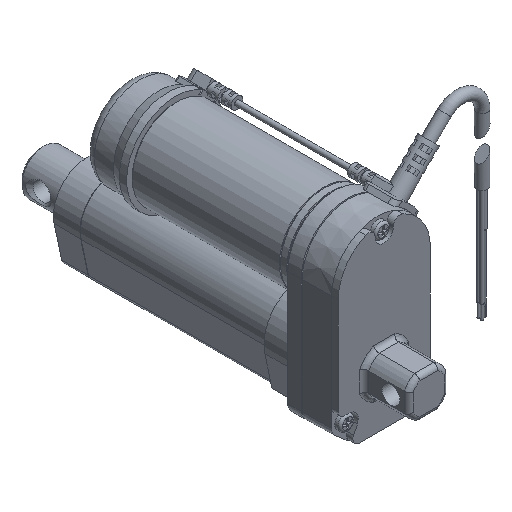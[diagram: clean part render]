
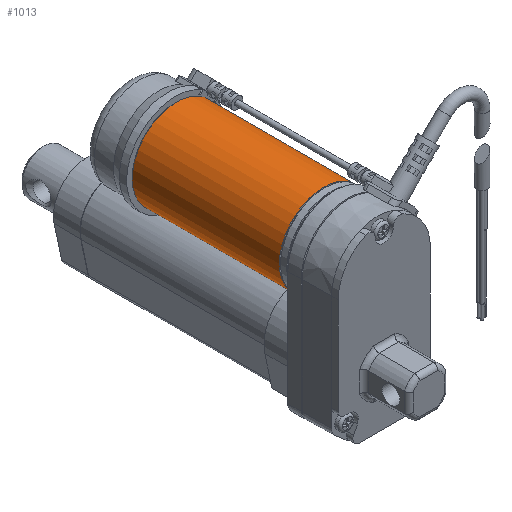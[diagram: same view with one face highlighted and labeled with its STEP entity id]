
A CAD part, isometric view. The second image highlights one B-rep face of the part: STEP entity #1013.
In plain terms, the highlighted cylindrical face has radius 20 mm (diameter 40 mm), a full revolution.
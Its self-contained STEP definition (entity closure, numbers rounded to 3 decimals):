
#1013 = ADVANCED_FACE( '', ( #2236, #2237 ), #2238, .T. );
#2236 = FACE_OUTER_BOUND( '', #3648, .T. );
#2237 = FACE_OUTER_BOUND( '', #3649, .T. );
#2238 = CYLINDRICAL_SURFACE( '', #3650, 20. );
#3648 = EDGE_LOOP( '', ( #6470 ) );
#3649 = EDGE_LOOP( '', ( #6471 ) );
#3650 = AXIS2_PLACEMENT_3D( '', #6472, #6473, #6474 );
#6470 = ORIENTED_EDGE( '', *, *, #8308, .T. );
#6471 = ORIENTED_EDGE( '', *, *, #9047, .F. );
#6472 = CARTESIAN_POINT( '', ( 0., 105.7, 37. ) );
#6473 = DIRECTION( '', ( 0., 1., 0. ) );
#6474 = DIRECTION( '', ( 0., 0., -1. ) );
#8308 = EDGE_CURVE( '', #10031, #10031, #10032, .T. );
#9047 = EDGE_CURVE( '', #11117, #11117, #11118, .T. );
#10031 = VERTEX_POINT( '', #12616 );
#10032 = CIRCLE( '', #12617, 20. );
#11117 = VERTEX_POINT( '', #14486 );
#11118 = CIRCLE( '', #14487, 20. );
#12616 = CARTESIAN_POINT( '', ( 0., 105.7, 17. ) );
#12617 = AXIS2_PLACEMENT_3D( '', #15464, #15465, #15466 );
#14486 = CARTESIAN_POINT( '', ( 0., 39.3, 17. ) );
#14487 = AXIS2_PLACEMENT_3D( '', #16286, #16287, #16288 );
#15464 = CARTESIAN_POINT( '', ( 0., 105.7, 37. ) );
#15465 = DIRECTION( '', ( 0., -1., 0. ) );
#15466 = DIRECTION( '', ( 0., 0., -1. ) );
#16286 = CARTESIAN_POINT( '', ( 0., 39.3, 37. ) );
#16287 = DIRECTION( '', ( 0., -1., 0. ) );
#16288 = DIRECTION( '', ( 0., 0., -1. ) );
